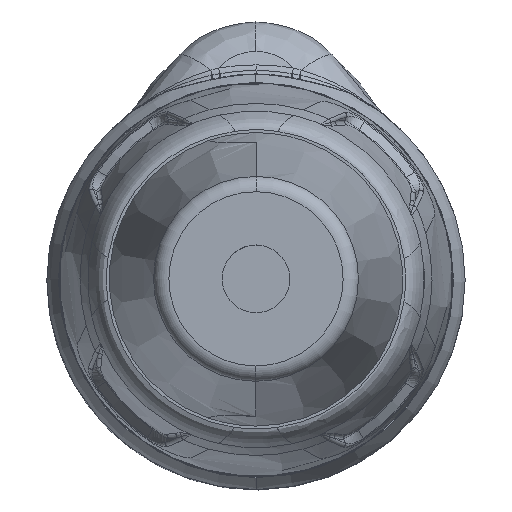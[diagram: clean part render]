
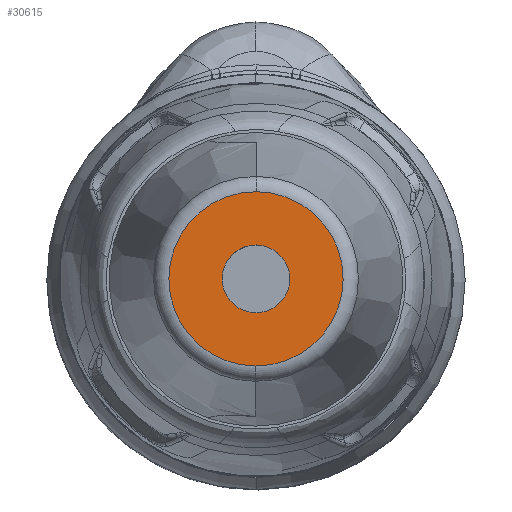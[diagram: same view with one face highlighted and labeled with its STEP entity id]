
A CAD part, top view. The second image highlights one B-rep face of the part: STEP entity #30615.
In plain terms, the highlighted planar face has unit normal (0, 0, 1).
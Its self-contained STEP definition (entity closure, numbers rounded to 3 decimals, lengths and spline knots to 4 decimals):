
#8820=CARTESIAN_POINT('',(0.,0.,58.84));
#8821=DIRECTION('',(0.,0.,-1.));
#8822=DIRECTION('',(0.003,1.,0.));
#8823=AXIS2_PLACEMENT_3D('',#8820,#8821,#8822);
#8825=CARTESIAN_POINT('',(0.,0.,58.84));
#8826=DIRECTION('',(0.,0.,-1.));
#8827=DIRECTION('',(-0.003,-1.,0.));
#8828=AXIS2_PLACEMENT_3D('',#8825,#8826,#8827);
#8830=CARTESIAN_POINT('',(0.,0.,58.84));
#8831=DIRECTION('',(0.,0.,1.));
#8832=DIRECTION('',(0.003,1.,0.));
#8833=AXIS2_PLACEMENT_3D('',#8830,#8831,#8832);
#8835=CARTESIAN_POINT('',(0.,0.,58.84));
#8836=DIRECTION('',(0.,0.,1.));
#8837=DIRECTION('',(-0.003,-1.,0.));
#8838=AXIS2_PLACEMENT_3D('',#8835,#8836,#8837);
#16619=CARTESIAN_POINT('',(-0.0153,-4.5,58.84));
#16620=VERTEX_POINT('',#16619);
#16621=CARTESIAN_POINT('',(0.0153,4.5,58.84));
#16622=VERTEX_POINT('',#16621);
#16623=CARTESIAN_POINT('',(0.0059,1.75,58.84));
#16624=CARTESIAN_POINT('',(-0.0059,-1.75,58.84));
#16625=VERTEX_POINT('',#16623);
#16626=VERTEX_POINT('',#16624);
#30600=CARTESIAN_POINT('',(0.,0.,58.84));
#30601=DIRECTION('',(0.,0.,1.));
#30602=DIRECTION('',(0.003,1.,0.));
#30603=AXIS2_PLACEMENT_3D('',#30600,#30601,#30602);
#30604=PLANE('',#30603);
#30605=ORIENTED_EDGE('',*,*,#30579,.T.);
#30606=ORIENTED_EDGE('',*,*,#30595,.T.);
#30607=EDGE_LOOP('',(#30605,#30606));
#30608=FACE_OUTER_BOUND('',#30607,.F.);
#30610=ORIENTED_EDGE('',*,*,#30609,.T.);
#30612=ORIENTED_EDGE('',*,*,#30611,.T.);
#30613=EDGE_LOOP('',(#30610,#30612));
#30614=FACE_BOUND('',#30613,.F.);
#30615=ADVANCED_FACE('',(#30608,#30614),#30604,.T.);
#8824=CIRCLE('',#8823,4.5);
#8829=CIRCLE('',#8828,4.5);
#8834=CIRCLE('',#8833,1.75);
#8839=CIRCLE('',#8838,1.75);
#30579=EDGE_CURVE('',#16622,#16620,#8824,.T.);
#30595=EDGE_CURVE('',#16620,#16622,#8829,.T.);
#30609=EDGE_CURVE('',#16625,#16626,#8834,.T.);
#30611=EDGE_CURVE('',#16626,#16625,#8839,.T.);
